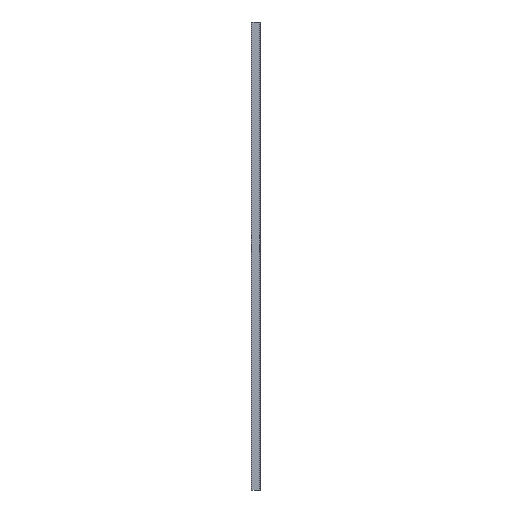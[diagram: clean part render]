
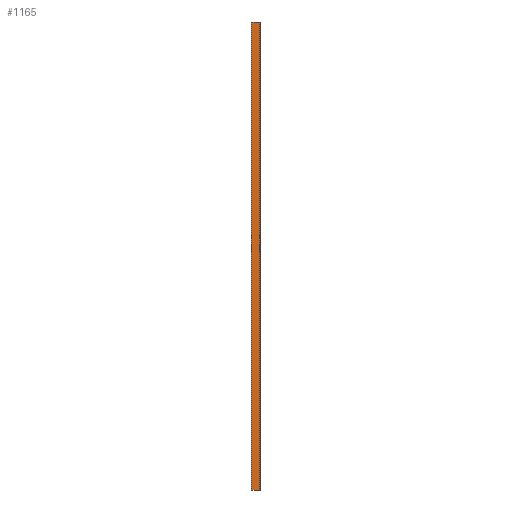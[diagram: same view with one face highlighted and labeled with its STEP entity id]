
A CAD part, front view. The second image highlights one B-rep face of the part: STEP entity #1165.
In plain terms, the highlighted planar face has unit normal (0, -1, 0).
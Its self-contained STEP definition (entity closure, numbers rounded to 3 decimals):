
#478 = VERTEX_POINT ( 'NONE', #3713 ) ;
#481 = VERTEX_POINT ( 'NONE', #2166 ) ;
#538 = EDGE_CURVE ( 'NONE', #481, #3162, #2128, .T. ) ;
#560 = CARTESIAN_POINT ( 'NONE',  ( 1., -14., 0. ) ) ;
#616 = CARTESIAN_POINT ( 'NONE',  ( 11.2, -14., 0. ) ) ;
#981 = VERTEX_POINT ( 'NONE', #2544 ) ;
#993 = AXIS2_PLACEMENT_3D ( 'NONE', #2727, #1111, #2372 ) ;
#1003 = LINE ( 'NONE', #3156, #2874 ) ;
#1111 = DIRECTION ( 'NONE',  ( 0., -1., 0. ) ) ;
#1138 = ORIENTED_EDGE ( 'NONE', *, *, #1367, .T. ) ;
#1139 = CARTESIAN_POINT ( 'NONE',  ( 11.2, -14., -610. ) ) ;
#1165 = ADVANCED_FACE ( 'NONE', ( #1324 ), #3538, .T. ) ;
#1324 = FACE_OUTER_BOUND ( 'NONE', #2505, .T. ) ;
#1367 = EDGE_CURVE ( 'NONE', #981, #478, #2594, .T. ) ;
#1413 = ORIENTED_EDGE ( 'NONE', *, *, #3790, .T. ) ;
#1603 = VECTOR ( 'NONE', #3529, 1000. ) ;
#1822 = DIRECTION ( 'NONE',  ( 1., 0., 0. ) ) ;
#1977 = DIRECTION ( 'NONE',  ( 0., 0., 1. ) ) ;
#2128 = LINE ( 'NONE', #560, #3939 ) ;
#2166 = CARTESIAN_POINT ( 'NONE',  ( 1., -14., 0. ) ) ;
#2372 = DIRECTION ( 'NONE',  ( 1., 0., 0. ) ) ;
#2505 = EDGE_LOOP ( 'NONE', ( #3150, #3012, #1138, #1413 ) ) ;
#2544 = CARTESIAN_POINT ( 'NONE',  ( 1., -14., -610. ) ) ;
#2594 = LINE ( 'NONE', #3216, #1603 ) ;
#2727 = CARTESIAN_POINT ( 'NONE',  ( 1., -14., -610. ) ) ;
#2729 = DIRECTION ( 'NONE',  ( 0., 0., 1. ) ) ;
#2874 = VECTOR ( 'NONE', #1977, 1000. ) ;
#3012 = ORIENTED_EDGE ( 'NONE', *, *, #4018, .F. ) ;
#3019 = LINE ( 'NONE', #1139, #3180 ) ;
#3150 = ORIENTED_EDGE ( 'NONE', *, *, #538, .F. ) ;
#3156 = CARTESIAN_POINT ( 'NONE',  ( 1., -14., -610. ) ) ;
#3162 = VERTEX_POINT ( 'NONE', #616 ) ;
#3180 = VECTOR ( 'NONE', #2729, 1000. ) ;
#3216 = CARTESIAN_POINT ( 'NONE',  ( 1., -14., -610. ) ) ;
#3529 = DIRECTION ( 'NONE',  ( 1., 0., 0. ) ) ;
#3538 = PLANE ( 'NONE',  #993 ) ;
#3713 = CARTESIAN_POINT ( 'NONE',  ( 11.2, -14., -610. ) ) ;
#3790 = EDGE_CURVE ( 'NONE', #478, #3162, #3019, .T. ) ;
#3939 = VECTOR ( 'NONE', #1822, 1000. ) ;
#4018 = EDGE_CURVE ( 'NONE', #981, #481, #1003, .T. ) ;
